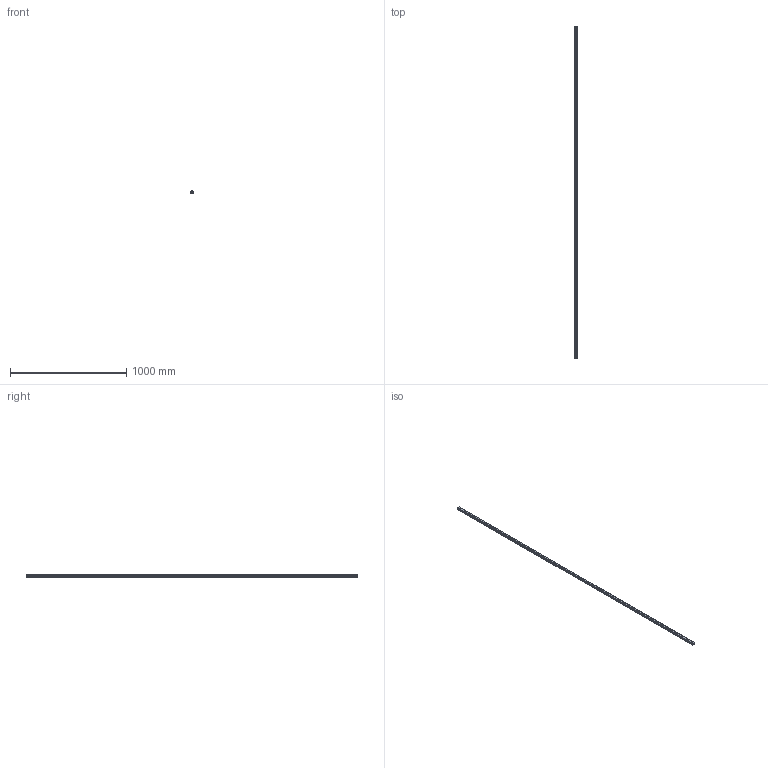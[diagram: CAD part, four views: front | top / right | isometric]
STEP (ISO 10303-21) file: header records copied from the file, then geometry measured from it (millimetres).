
FILE_DESCRIPTION(('STEP AP214'),'1');
FILE_NAME('cctmp_584E3D39-3AFF-4AFB-8138-F07774C902BA_2021_02_09_16_03_19_0356..stp','2021-02-09T15:03:19',('HIWIN GmbH'),('CADClick - www.CADClick.com'),'Spatial InterOp 3D',' ','unknown authorization');
FILE_SCHEMA(('AUTOMOTIVE_DESIGN'));
Length unit declared in the file: millimetre
Products named in the file (1): EGR25R2860C_FILE
Bounding box: 23 x 2860 x 18 mm (x, y, z)
Volume: 983300.2 mm3; surface area: 265980.3 mm2
Topology: 1 solids, 1 shells, 681 faces, 1737 edges, 1158 vertices
Faces by surface type: plane 373, cylinder 308
Entity records: 26603 total; most frequent: DIRECTION 4101, CARTESIAN_POINT 3577, ORIENTED_EDGE 3474, EDGE_CURVE 1737, AXIS2_PLACEMENT_3D 1682, VERTEX_POINT 1158, CIRCLE 808, EDGE_LOOP 781
